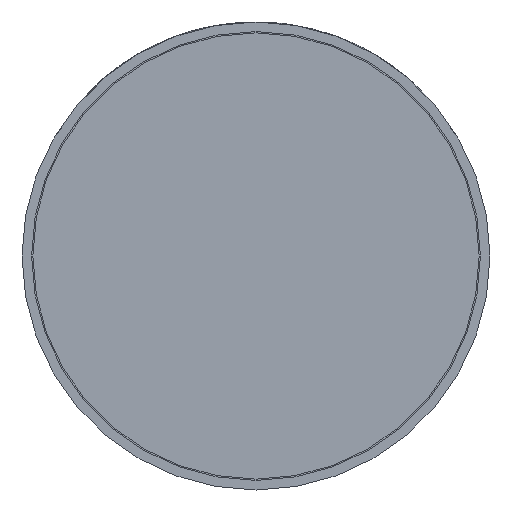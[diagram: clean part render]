
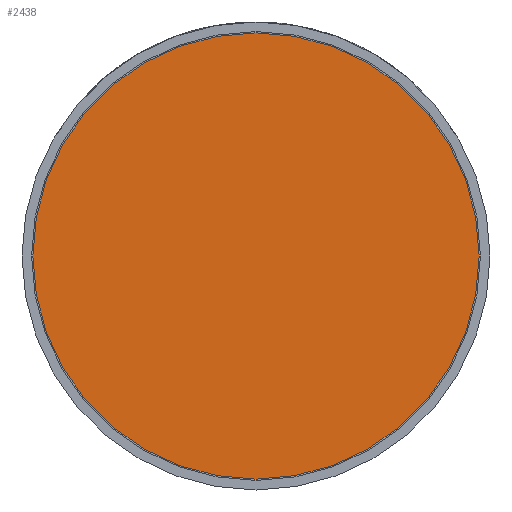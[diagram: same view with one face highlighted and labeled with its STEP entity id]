
A CAD part, front view. The second image highlights one B-rep face of the part: STEP entity #2438.
In plain terms, the highlighted planar face has unit normal (0, -1, 0).
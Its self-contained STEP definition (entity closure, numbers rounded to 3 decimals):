
#116 = CARTESIAN_POINT ( 'NONE',  ( 0., 0., 0. ) ) ;
#267 = VERTEX_POINT ( 'NONE', #430 ) ;
#430 = CARTESIAN_POINT ( 'NONE',  ( 0., 0., 1.74 ) ) ;
#830 = AXIS2_PLACEMENT_3D ( 'NONE', #1947, #4308, #2275 ) ;
#896 = ORIENTED_EDGE ( 'NONE', *, *, #2358, .T. ) ;
#1043 = EDGE_LOOP ( 'NONE', ( #2729, #896 ) ) ;
#1414 = CARTESIAN_POINT ( 'NONE',  ( 0., 0., -1.74 ) ) ;
#1426 = DIRECTION ( 'NONE',  ( 0., -1., 0. ) ) ;
#1890 = FACE_OUTER_BOUND ( 'NONE', #1043, .T. ) ;
#1947 = CARTESIAN_POINT ( 'NONE',  ( 0., 0., 0. ) ) ;
#1967 = AXIS2_PLACEMENT_3D ( 'NONE', #116, #1426, #4108 ) ;
#2050 = DIRECTION ( 'NONE',  ( 0., 0., -1. ) ) ;
#2091 = DIRECTION ( 'NONE',  ( 0., -1., 0. ) ) ;
#2275 = DIRECTION ( 'NONE',  ( 0., 0., -1. ) ) ;
#2326 = VERTEX_POINT ( 'NONE', #1414 ) ;
#2358 = EDGE_CURVE ( 'Defeature ausgef�hrt1_7+Defeature ausgef�hrt1_8+Defeature ausgef�hrt1_8+Defeature ausgef�hrt1_8', #267, #2326, #3403, .T. ) ;
#2438 = ADVANCED_FACE ( 'Defeature ausgef�hrt1_7', ( #1890 ), #3415, .T. ) ;
#2729 = ORIENTED_EDGE ( 'NONE', *, *, #3548, .T. ) ;
#3403 = CIRCLE ( 'NONE', #4251, 1.74 ) ;
#3415 = PLANE ( 'NONE',  #1967 ) ;
#3548 = EDGE_CURVE ( 'Defeature ausgef�hrt1_7+Defeature ausgef�hrt1_8+Defeature ausgef�hrt1_8+Defeature ausgef�hrt1_8', #2326, #267, #3760, .T. ) ;
#3730 = CARTESIAN_POINT ( 'NONE',  ( 0., 0., 0. ) ) ;
#3760 = CIRCLE ( 'NONE', #830, 1.74 ) ;
#4108 = DIRECTION ( 'NONE',  ( 0., 0., -1. ) ) ;
#4251 = AXIS2_PLACEMENT_3D ( 'NONE', #3730, #2091, #2050 ) ;
#4308 = DIRECTION ( 'NONE',  ( 0., -1., 0. ) ) ;
